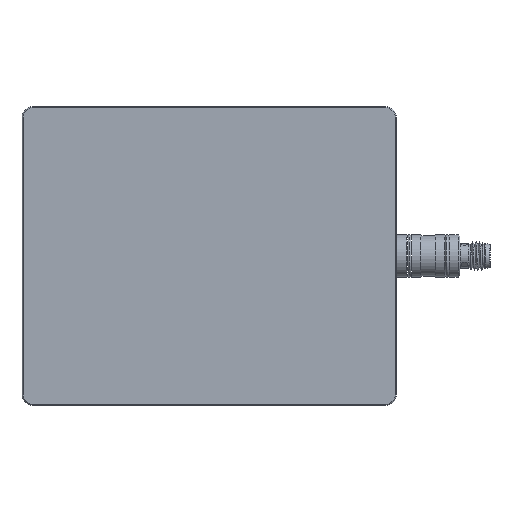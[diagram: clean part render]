
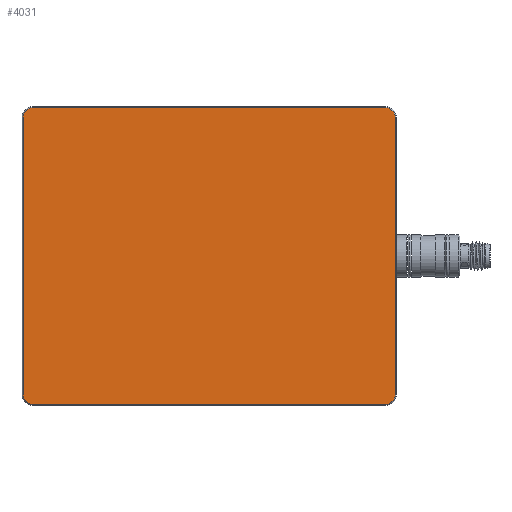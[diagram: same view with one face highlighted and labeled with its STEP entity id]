
A CAD part, front view. The second image highlights one B-rep face of the part: STEP entity #4031.
In plain terms, the highlighted planar face has unit normal (0, -1, 0).
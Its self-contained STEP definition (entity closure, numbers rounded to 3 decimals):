
#20 = ORIENTED_EDGE ( 'NONE', *, *, #3212, .T. ) ;
#91 = DIRECTION ( 'NONE',  ( 0., -1., 0. ) ) ;
#213 = ORIENTED_EDGE ( 'NONE', *, *, #3905, .T. ) ;
#219 = CARTESIAN_POINT ( 'NONE',  ( 50., -6.25, 41.95 ) ) ;
#293 = CARTESIAN_POINT ( 'NONE',  ( 0., -6.25, -41.95 ) ) ;
#308 = DIRECTION ( 'NONE',  ( 0., -1., 0. ) ) ;
#321 = VERTEX_POINT ( 'NONE', #1501 ) ;
#395 = CARTESIAN_POINT ( 'NONE',  ( -50., -6.25, 41.95 ) ) ;
#409 = CIRCLE ( 'NONE', #949, 2.7 ) ;
#411 = EDGE_CURVE ( 'NONE', #1860, #2284, #409, .T. ) ;
#438 = VERTEX_POINT ( 'NONE', #2309 ) ;
#569 = CIRCLE ( 'NONE', #1035, 2.7 ) ;
#728 = AXIS2_PLACEMENT_3D ( 'NONE', #1118, #1778, #2206 ) ;
#735 = DIRECTION ( 'NONE',  ( 0., 0., 1. ) ) ;
#896 = EDGE_CURVE ( 'NONE', #321, #3305, #4151, .T. ) ;
#949 = AXIS2_PLACEMENT_3D ( 'NONE', #2902, #308, #1319 ) ;
#955 = EDGE_CURVE ( 'NONE', #3305, #438, #2435, .T. ) ;
#963 = LINE ( 'NONE', #2193, #2120 ) ;
#1035 = AXIS2_PLACEMENT_3D ( 'NONE', #3928, #1713, #1474 ) ;
#1118 = CARTESIAN_POINT ( 'NONE',  ( 0., -6.25, 0. ) ) ;
#1129 = EDGE_CURVE ( 'NONE', #1358, #1467, #569, .T. ) ;
#1202 = CARTESIAN_POINT ( 'NONE',  ( -50., -6.25, -39.25 ) ) ;
#1292 = ORIENTED_EDGE ( 'NONE', *, *, #1962, .T. ) ;
#1319 = DIRECTION ( 'NONE',  ( 0., 0., 1. ) ) ;
#1358 = VERTEX_POINT ( 'NONE', #2488 ) ;
#1467 = VERTEX_POINT ( 'NONE', #2301 ) ;
#1474 = DIRECTION ( 'NONE',  ( 0., 0., 1. ) ) ;
#1482 = AXIS2_PLACEMENT_3D ( 'NONE', #2397, #91, #3030 ) ;
#1501 = CARTESIAN_POINT ( 'NONE',  ( -52.7, -6.25, 39.25 ) ) ;
#1532 = VECTOR ( 'NONE', #3586, 1000. ) ;
#1545 = DIRECTION ( 'NONE',  ( -1., 0., 0. ) ) ;
#1713 = DIRECTION ( 'NONE',  ( 0., -1., 0. ) ) ;
#1767 = VECTOR ( 'NONE', #2575, 1000. ) ;
#1778 = DIRECTION ( 'NONE',  ( 0., 1., 0. ) ) ;
#1860 = VERTEX_POINT ( 'NONE', #2277 ) ;
#1868 = DIRECTION ( 'NONE',  ( 0., -1., 0. ) ) ;
#1962 = EDGE_CURVE ( 'NONE', #1467, #1860, #4165, .T. ) ;
#1984 = ORIENTED_EDGE ( 'NONE', *, *, #411, .T. ) ;
#2005 = ORIENTED_EDGE ( 'NONE', *, *, #955, .T. ) ;
#2026 = ORIENTED_EDGE ( 'NONE', *, *, #3069, .T. ) ;
#2120 = VECTOR ( 'NONE', #1545, 1000. ) ;
#2193 = CARTESIAN_POINT ( 'NONE',  ( 0., -6.25, 41.95 ) ) ;
#2206 = DIRECTION ( 'NONE',  ( 0., 0., 1. ) ) ;
#2277 = CARTESIAN_POINT ( 'NONE',  ( 52.7, -6.25, 39.25 ) ) ;
#2284 = VERTEX_POINT ( 'NONE', #219 ) ;
#2301 = CARTESIAN_POINT ( 'NONE',  ( 52.7, -6.25, -39.25 ) ) ;
#2305 = CARTESIAN_POINT ( 'NONE',  ( 52.7, -6.25, 0. ) ) ;
#2309 = CARTESIAN_POINT ( 'NONE',  ( -50., -6.25, -41.95 ) ) ;
#2397 = CARTESIAN_POINT ( 'NONE',  ( -50., -6.25, 39.25 ) ) ;
#2435 = CIRCLE ( 'NONE', #2975, 2.7 ) ;
#2488 = CARTESIAN_POINT ( 'NONE',  ( 50., -6.25, -41.95 ) ) ;
#2495 = DIRECTION ( 'NONE',  ( 1., 0., 0. ) ) ;
#2513 = CARTESIAN_POINT ( 'NONE',  ( -52.7, -6.25, -39.25 ) ) ;
#2527 = FACE_OUTER_BOUND ( 'NONE', #3497, .T. ) ;
#2575 = DIRECTION ( 'NONE',  ( 0., 0., -1. ) ) ;
#2849 = CARTESIAN_POINT ( 'NONE',  ( -52.7, -6.25, 0. ) ) ;
#2861 = VERTEX_POINT ( 'NONE', #395 ) ;
#2902 = CARTESIAN_POINT ( 'NONE',  ( 50., -6.25, 39.25 ) ) ;
#2975 = AXIS2_PLACEMENT_3D ( 'NONE', #1202, #1868, #735 ) ;
#3030 = DIRECTION ( 'NONE',  ( 0., 0., 1. ) ) ;
#3069 = EDGE_CURVE ( 'NONE', #438, #1358, #3703, .T. ) ;
#3212 = EDGE_CURVE ( 'NONE', #2284, #2861, #963, .T. ) ;
#3305 = VERTEX_POINT ( 'NONE', #2513 ) ;
#3383 = PLANE ( 'NONE',  #728 ) ;
#3497 = EDGE_LOOP ( 'NONE', ( #213, #4046, #2005, #2026, #3943, #1292, #1984, #20 ) ) ;
#3586 = DIRECTION ( 'NONE',  ( 0., 0., 1. ) ) ;
#3703 = LINE ( 'NONE', #293, #3990 ) ;
#3905 = EDGE_CURVE ( 'NONE', #2861, #321, #4153, .T. ) ;
#3928 = CARTESIAN_POINT ( 'NONE',  ( 50., -6.25, -39.25 ) ) ;
#3943 = ORIENTED_EDGE ( 'NONE', *, *, #1129, .T. ) ;
#3990 = VECTOR ( 'NONE', #2495, 1000. ) ;
#4031 = ADVANCED_FACE ( 'NONE', ( #2527 ), #3383, .F. ) ;
#4046 = ORIENTED_EDGE ( 'NONE', *, *, #896, .T. ) ;
#4151 = LINE ( 'NONE', #2849, #1767 ) ;
#4153 = CIRCLE ( 'NONE', #1482, 2.7 ) ;
#4165 = LINE ( 'NONE', #2305, #1532 ) ;
